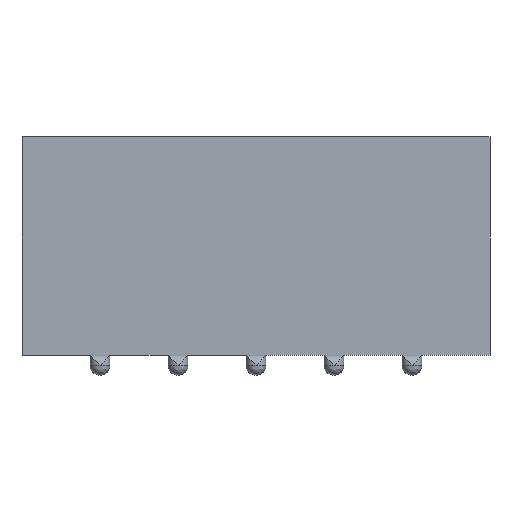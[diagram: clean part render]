
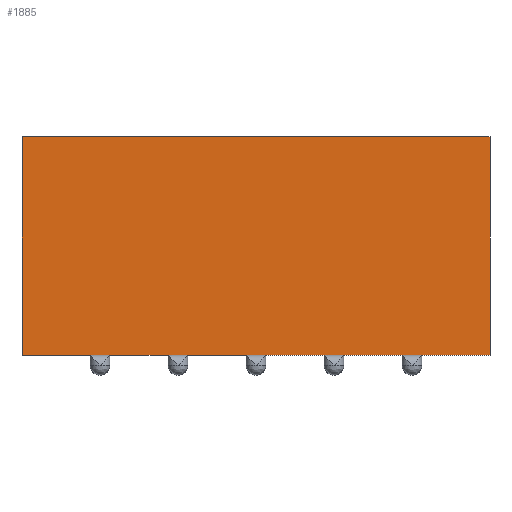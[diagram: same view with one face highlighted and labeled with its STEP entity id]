
A CAD part, front view. The second image highlights one B-rep face of the part: STEP entity #1885.
In plain terms, the highlighted planar face has unit normal (0, -1, 0).
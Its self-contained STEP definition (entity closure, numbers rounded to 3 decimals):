
#11 = VERTEX_POINT ( 'NONE', #762 ) ;
#128 = DIRECTION ( 'NONE',  ( 0., 0., 1. ) ) ;
#179 = ORIENTED_EDGE ( 'NONE', *, *, #341, .F. ) ;
#341 = EDGE_CURVE ( 'NONE', #1249, #11, #1641, .T. ) ;
#509 = CARTESIAN_POINT ( 'NONE',  ( -7.5, -2.95, 7. ) ) ;
#576 = CARTESIAN_POINT ( 'NONE',  ( -7.5, -2.95, 7. ) ) ;
#586 = VECTOR ( 'NONE', #1597, 1000. ) ;
#697 = CARTESIAN_POINT ( 'NONE',  ( -7.5, -2.95, 7. ) ) ;
#731 = ORIENTED_EDGE ( 'NONE', *, *, #2323, .F. ) ;
#762 = CARTESIAN_POINT ( 'NONE',  ( 7.5, -2.95, 0. ) ) ;
#775 = LINE ( 'NONE', #509, #1995 ) ;
#805 = VERTEX_POINT ( 'NONE', #2860 ) ;
#947 = AXIS2_PLACEMENT_3D ( 'NONE', #697, #2108, #2078 ) ;
#950 = EDGE_LOOP ( 'NONE', ( #179, #1188, #731, #2060 ) ) ;
#1188 = ORIENTED_EDGE ( 'NONE', *, *, #2761, .F. ) ;
#1200 = VERTEX_POINT ( 'NONE', #2011 ) ;
#1248 = CARTESIAN_POINT ( 'NONE',  ( -7.5, -2.95, 0. ) ) ;
#1249 = VERTEX_POINT ( 'NONE', #2915 ) ;
#1482 = DIRECTION ( 'NONE',  ( 1., 0., 0. ) ) ;
#1488 = VECTOR ( 'NONE', #128, 1000. ) ;
#1597 = DIRECTION ( 'NONE',  ( 0., 0., -1. ) ) ;
#1613 = PLANE ( 'NONE',  #947 ) ;
#1641 = LINE ( 'NONE', #1896, #586 ) ;
#1678 = LINE ( 'NONE', #1248, #2187 ) ;
#1875 = FACE_OUTER_BOUND ( 'NONE', #950, .T. ) ;
#1885 = ADVANCED_FACE ( 'NONE', ( #1875 ), #1613, .F. ) ;
#1896 = CARTESIAN_POINT ( 'NONE',  ( 7.5, -2.95, 7. ) ) ;
#1968 = DIRECTION ( 'NONE',  ( -1., 0., 0. ) ) ;
#1995 = VECTOR ( 'NONE', #1482, 1000. ) ;
#2011 = CARTESIAN_POINT ( 'NONE',  ( -7.5, -2.95, 7. ) ) ;
#2060 = ORIENTED_EDGE ( 'NONE', *, *, #2149, .F. ) ;
#2078 = DIRECTION ( 'NONE',  ( 0., 0., 1. ) ) ;
#2108 = DIRECTION ( 'NONE',  ( 0., 1., 0. ) ) ;
#2149 = EDGE_CURVE ( 'NONE', #11, #805, #1678, .T. ) ;
#2187 = VECTOR ( 'NONE', #1968, 1000. ) ;
#2323 = EDGE_CURVE ( 'NONE', #805, #1200, #2712, .T. ) ;
#2712 = LINE ( 'NONE', #576, #1488 ) ;
#2761 = EDGE_CURVE ( 'NONE', #1200, #1249, #775, .T. ) ;
#2860 = CARTESIAN_POINT ( 'NONE',  ( -7.5, -2.95, 0. ) ) ;
#2915 = CARTESIAN_POINT ( 'NONE',  ( 7.5, -2.95, 7. ) ) ;
